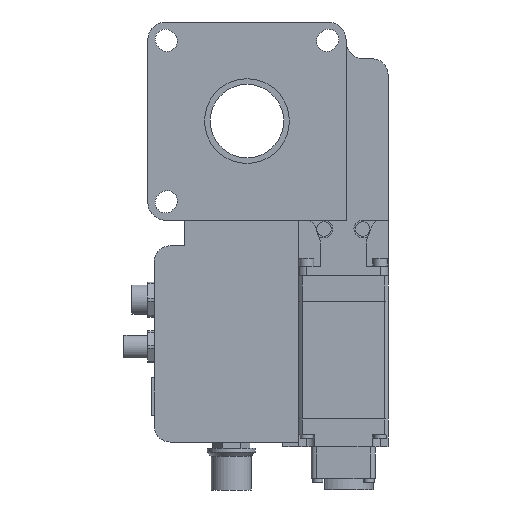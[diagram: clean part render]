
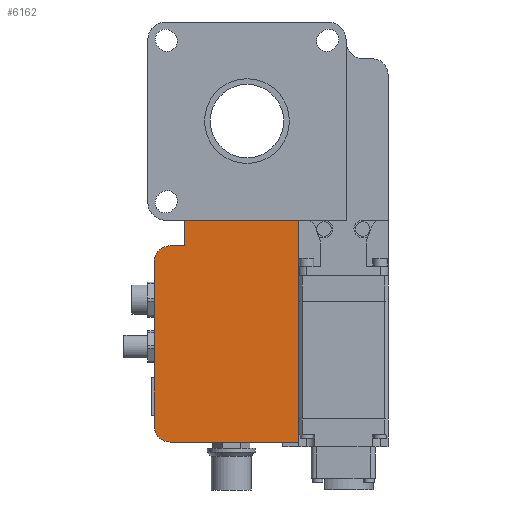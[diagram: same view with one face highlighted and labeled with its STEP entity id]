
A CAD part, front view. The second image highlights one B-rep face of the part: STEP entity #6162.
In plain terms, the highlighted planar face has unit normal (0, -1, 0).
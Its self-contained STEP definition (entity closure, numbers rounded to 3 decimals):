
#13 = VERTEX_POINT ( 'NONE', #6721 ) ;
#29 = EDGE_LOOP ( 'NONE', ( #11834, #7538, #13730, #14113, #9603, #433, #3488, #14507 ) ) ;
#433 = ORIENTED_EDGE ( 'NONE', *, *, #11267, .F. ) ;
#526 = DIRECTION ( 'NONE',  ( 0., 0., 1. ) ) ;
#602 = CARTESIAN_POINT ( 'NONE',  ( -100.4, 4., 24. ) ) ;
#1104 = CARTESIAN_POINT ( 'NONE',  ( -100.4, 4., -16. ) ) ;
#1191 = LINE ( 'NONE', #14916, #9333 ) ;
#1482 = AXIS2_PLACEMENT_3D ( 'NONE', #3467, #8406, #8106 ) ;
#1511 = CARTESIAN_POINT ( 'NONE',  ( -31., 4., -16. ) ) ;
#1608 = DIRECTION ( 'NONE',  ( 0., -1., 0. ) ) ;
#1708 = VERTEX_POINT ( 'NONE', #13820 ) ;
#2605 = CARTESIAN_POINT ( 'NONE',  ( -31., 4., 19.5 ) ) ;
#2660 = PLANE ( 'NONE',  #10243 ) ;
#2666 = VERTEX_POINT ( 'NONE', #2605 ) ;
#2707 = DIRECTION ( 'NONE',  ( 0., 0., -1. ) ) ;
#2839 = CARTESIAN_POINT ( 'NONE',  ( -44., 4., 29. ) ) ;
#3381 = DIRECTION ( 'NONE',  ( 0., 0., -1. ) ) ;
#3467 = CARTESIAN_POINT ( 'NONE',  ( -44., 4., 24. ) ) ;
#3488 = ORIENTED_EDGE ( 'NONE', *, *, #7930, .F. ) ;
#3631 = EDGE_CURVE ( 'NONE', #4367, #15006, #10998, .T. ) ;
#3791 = VERTEX_POINT ( 'NONE', #2839 ) ;
#4152 = AXIS2_PLACEMENT_3D ( 'NONE', #4805, #13825, #12846 ) ;
#4218 = DIRECTION ( 'NONE',  ( -1., 0., 0. ) ) ;
#4222 = VERTEX_POINT ( 'NONE', #1511 ) ;
#4367 = VERTEX_POINT ( 'NONE', #1104 ) ;
#4523 = LINE ( 'NONE', #11150, #5534 ) ;
#4805 = CARTESIAN_POINT ( 'NONE',  ( -95.4, 4., 24. ) ) ;
#5122 = CIRCLE ( 'NONE', #1482, 5. ) ;
#5190 = CARTESIAN_POINT ( 'NONE',  ( -39., 4., 19.5 ) ) ;
#5534 = VECTOR ( 'NONE', #3381, 1000. ) ;
#6160 = DIRECTION ( 'NONE',  ( 0., 0., -1. ) ) ;
#6162 = ADVANCED_FACE ( 'NONE', ( #11501 ), #2660, .T. ) ;
#6429 = CARTESIAN_POINT ( 'NONE',  ( -44., 4., 29. ) ) ;
#6677 = EDGE_CURVE ( 'NONE', #4222, #4367, #11077, .T. ) ;
#6721 = CARTESIAN_POINT ( 'NONE',  ( -95.4, 4., 29. ) ) ;
#7029 = EDGE_CURVE ( 'NONE', #3791, #1708, #5122, .T. ) ;
#7538 = ORIENTED_EDGE ( 'NONE', *, *, #11167, .F. ) ;
#7915 = VECTOR ( 'NONE', #526, 1000. ) ;
#7930 = EDGE_CURVE ( 'NONE', #15006, #13, #10968, .T. ) ;
#8106 = DIRECTION ( 'NONE',  ( 0., 0., -1. ) ) ;
#8206 = CARTESIAN_POINT ( 'NONE',  ( -100.4, 4., 24. ) ) ;
#8406 = DIRECTION ( 'NONE',  ( 0., 1., 0. ) ) ;
#8411 = LINE ( 'NONE', #8635, #14430 ) ;
#8635 = CARTESIAN_POINT ( 'NONE',  ( -31., 4., -6.58 ) ) ;
#9333 = VECTOR ( 'NONE', #10302, 1000. ) ;
#9603 = ORIENTED_EDGE ( 'NONE', *, *, #7029, .F. ) ;
#9813 = VECTOR ( 'NONE', #10161, 1000. ) ;
#10161 = DIRECTION ( 'NONE',  ( 1., 0., 0. ) ) ;
#10243 = AXIS2_PLACEMENT_3D ( 'NONE', #11779, #1608, #6160 ) ;
#10257 = EDGE_CURVE ( 'NONE', #10538, #2666, #1191, .T. ) ;
#10302 = DIRECTION ( 'NONE',  ( 1., 0., 0. ) ) ;
#10538 = VERTEX_POINT ( 'NONE', #5190 ) ;
#10968 = CIRCLE ( 'NONE', #4152, 5. ) ;
#10998 = LINE ( 'NONE', #602, #7915 ) ;
#11077 = LINE ( 'NONE', #11147, #13617 ) ;
#11147 = CARTESIAN_POINT ( 'NONE',  ( -100.4, 4., -16. ) ) ;
#11150 = CARTESIAN_POINT ( 'NONE',  ( -39., 4., -16. ) ) ;
#11167 = EDGE_CURVE ( 'NONE', #2666, #4222, #8411, .T. ) ;
#11267 = EDGE_CURVE ( 'NONE', #13, #3791, #14768, .T. ) ;
#11501 = FACE_OUTER_BOUND ( 'NONE', #29, .T. ) ;
#11779 = CARTESIAN_POINT ( 'NONE',  ( -44., 4., 24. ) ) ;
#11834 = ORIENTED_EDGE ( 'NONE', *, *, #6677, .F. ) ;
#12808 = EDGE_CURVE ( 'NONE', #1708, #10538, #4523, .T. ) ;
#12846 = DIRECTION ( 'NONE',  ( 0., 0., -1. ) ) ;
#13617 = VECTOR ( 'NONE', #4218, 1000. ) ;
#13730 = ORIENTED_EDGE ( 'NONE', *, *, #10257, .F. ) ;
#13820 = CARTESIAN_POINT ( 'NONE',  ( -39., 4., 24. ) ) ;
#13825 = DIRECTION ( 'NONE',  ( 0., 1., 0. ) ) ;
#14113 = ORIENTED_EDGE ( 'NONE', *, *, #12808, .F. ) ;
#14430 = VECTOR ( 'NONE', #2707, 1000. ) ;
#14507 = ORIENTED_EDGE ( 'NONE', *, *, #3631, .F. ) ;
#14768 = LINE ( 'NONE', #6429, #9813 ) ;
#14916 = CARTESIAN_POINT ( 'NONE',  ( -8.694, 4., 19.5 ) ) ;
#15006 = VERTEX_POINT ( 'NONE', #8206 ) ;
